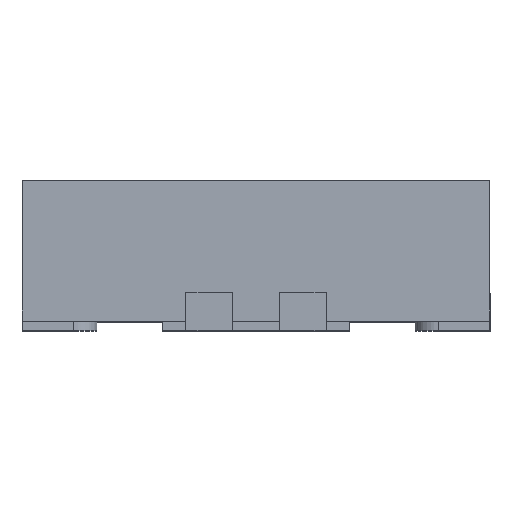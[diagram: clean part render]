
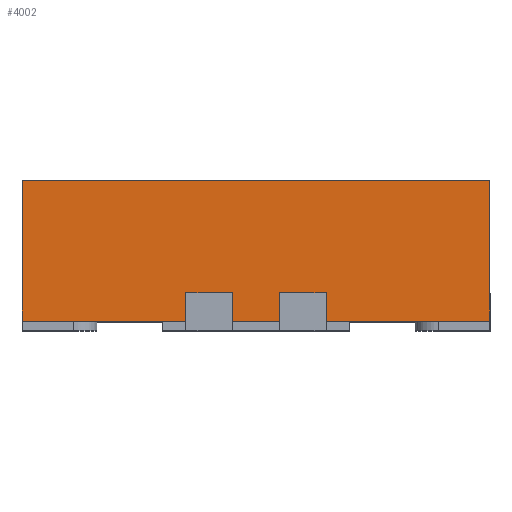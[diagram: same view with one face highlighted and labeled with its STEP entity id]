
A CAD part, top view. The second image highlights one B-rep face of the part: STEP entity #4002.
In plain terms, the highlighted planar face has unit normal (0, 0, 1).
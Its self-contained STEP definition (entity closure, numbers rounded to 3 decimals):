
#87 = ORIENTED_EDGE ( 'NONE', *, *, #2075, .F. ) ;
#89 = CARTESIAN_POINT ( 'NONE',  ( 0.375, 0.2, 1.5 ) ) ;
#100 = CARTESIAN_POINT ( 'NONE',  ( -1.25, 0.8, 1.5 ) ) ;
#165 = DIRECTION ( 'NONE',  ( 0., -1., 0. ) ) ;
#216 = CARTESIAN_POINT ( 'NONE',  ( 0.375, 0.05, 1.5 ) ) ;
#217 = EDGE_CURVE ( 'NONE', #1364, #4679, #4492, .T. ) ;
#252 = VECTOR ( 'NONE', #455, 1000. ) ;
#261 = VERTEX_POINT ( 'NONE', #4914 ) ;
#274 = LINE ( 'NONE', #1824, #2337 ) ;
#346 = EDGE_CURVE ( 'NONE', #4733, #397, #1046, .T. ) ;
#395 = VERTEX_POINT ( 'NONE', #4494 ) ;
#397 = VERTEX_POINT ( 'NONE', #89 ) ;
#415 = DIRECTION ( 'NONE',  ( 1., 0., 0. ) ) ;
#423 = DIRECTION ( 'NONE',  ( 1., 0., 0. ) ) ;
#455 = DIRECTION ( 'NONE',  ( 0., -1., 0. ) ) ;
#472 = DIRECTION ( 'NONE',  ( 0., -1., 0. ) ) ;
#481 = VECTOR ( 'NONE', #2815, 1000. ) ;
#494 = CARTESIAN_POINT ( 'NONE',  ( -1.25, 5.505, 1.5 ) ) ;
#580 = CARTESIAN_POINT ( 'NONE',  ( 1.25, 0.05, 1.5 ) ) ;
#717 = AXIS2_PLACEMENT_3D ( 'NONE', #1753, #4645, #4184 ) ;
#747 = EDGE_CURVE ( 'NONE', #1364, #3738, #4419, .T. ) ;
#875 = ORIENTED_EDGE ( 'NONE', *, *, #217, .T. ) ;
#957 = DIRECTION ( 'NONE',  ( 1., 0., 0. ) ) ;
#1046 = LINE ( 'NONE', #3486, #4434 ) ;
#1071 = DIRECTION ( 'NONE',  ( 0., -1., 0. ) ) ;
#1095 = EDGE_CURVE ( 'NONE', #1676, #4995, #1597, .T. ) ;
#1102 = VERTEX_POINT ( 'NONE', #2430 ) ;
#1200 = CARTESIAN_POINT ( 'NONE',  ( 0.125, 0.2, 1.5 ) ) ;
#1203 = VERTEX_POINT ( 'NONE', #3272 ) ;
#1219 = EDGE_CURVE ( 'NONE', #4733, #261, #3570, .T. ) ;
#1360 = EDGE_CURVE ( 'NONE', #3738, #4995, #3644, .T. ) ;
#1364 = VERTEX_POINT ( 'NONE', #100 ) ;
#1371 = FACE_OUTER_BOUND ( 'NONE', #4104, .T. ) ;
#1499 = EDGE_CURVE ( 'NONE', #395, #1203, #274, .T. ) ;
#1597 = LINE ( 'NONE', #2855, #2547 ) ;
#1676 = VERTEX_POINT ( 'NONE', #216 ) ;
#1738 = CARTESIAN_POINT ( 'NONE',  ( 1.25, 0.8, 1.5 ) ) ;
#1753 = CARTESIAN_POINT ( 'NONE',  ( 1.25, 5.505, 1.5 ) ) ;
#1824 = CARTESIAN_POINT ( 'NONE',  ( -0.125, 0.2, 1.5 ) ) ;
#1829 = CARTESIAN_POINT ( 'NONE',  ( 0.375, 0.2, 1.5 ) ) ;
#1986 = CARTESIAN_POINT ( 'NONE',  ( -0.125, 0.2, 1.5 ) ) ;
#2075 = EDGE_CURVE ( 'NONE', #395, #4424, #4582, .T. ) ;
#2168 = PLANE ( 'NONE',  #717 ) ;
#2185 = VECTOR ( 'NONE', #3997, 1000. ) ;
#2234 = ORIENTED_EDGE ( 'NONE', *, *, #3485, .T. ) ;
#2256 = VECTOR ( 'NONE', #4913, 1000. ) ;
#2337 = VECTOR ( 'NONE', #3420, 1000. ) ;
#2430 = CARTESIAN_POINT ( 'NONE',  ( -0.125, 0.05, 1.5 ) ) ;
#2511 = ORIENTED_EDGE ( 'NONE', *, *, #3748, .T. ) ;
#2534 = LINE ( 'NONE', #580, #4699 ) ;
#2547 = VECTOR ( 'NONE', #3669, 1000. ) ;
#2567 = CARTESIAN_POINT ( 'NONE',  ( 1.25, 0.05, 1.5 ) ) ;
#2634 = VECTOR ( 'NONE', #472, 1000. ) ;
#2710 = CARTESIAN_POINT ( 'NONE',  ( -0.375, 0.05, 1.5 ) ) ;
#2718 = ORIENTED_EDGE ( 'NONE', *, *, #1360, .F. ) ;
#2760 = VECTOR ( 'NONE', #423, 1000. ) ;
#2815 = DIRECTION ( 'NONE',  ( 1., 0., 0. ) ) ;
#2844 = CARTESIAN_POINT ( 'NONE',  ( 1.25, 0.05, 1.5 ) ) ;
#2855 = CARTESIAN_POINT ( 'NONE',  ( 1.25, 0.05, 1.5 ) ) ;
#2984 = ORIENTED_EDGE ( 'NONE', *, *, #1095, .T. ) ;
#3116 = ORIENTED_EDGE ( 'NONE', *, *, #3468, .T. ) ;
#3184 = LINE ( 'NONE', #2844, #481 ) ;
#3251 = LINE ( 'NONE', #1986, #2185 ) ;
#3272 = CARTESIAN_POINT ( 'NONE',  ( -0.125, 0.2, 1.5 ) ) ;
#3386 = ORIENTED_EDGE ( 'NONE', *, *, #747, .F. ) ;
#3419 = EDGE_CURVE ( 'NONE', #397, #1676, #3894, .T. ) ;
#3420 = DIRECTION ( 'NONE',  ( 1., 0., 0. ) ) ;
#3468 = EDGE_CURVE ( 'NONE', #1102, #261, #3184, .T. ) ;
#3485 = EDGE_CURVE ( 'NONE', #1203, #1102, #3251, .T. ) ;
#3486 = CARTESIAN_POINT ( 'NONE',  ( 0.375, 0.2, 1.5 ) ) ;
#3570 = LINE ( 'NONE', #1200, #2634 ) ;
#3582 = ORIENTED_EDGE ( 'NONE', *, *, #1499, .T. ) ;
#3644 = LINE ( 'NONE', #4003, #252 ) ;
#3669 = DIRECTION ( 'NONE',  ( 1., 0., 0. ) ) ;
#3707 = ORIENTED_EDGE ( 'NONE', *, *, #1219, .F. ) ;
#3738 = VERTEX_POINT ( 'NONE', #4878 ) ;
#3748 = EDGE_CURVE ( 'NONE', #4679, #4424, #2534, .T. ) ;
#3824 = CARTESIAN_POINT ( 'NONE',  ( -0.375, 0.2, 1.5 ) ) ;
#3894 = LINE ( 'NONE', #1829, #4865 ) ;
#3997 = DIRECTION ( 'NONE',  ( 0., -1., 0. ) ) ;
#4002 = ADVANCED_FACE ( 'NONE', ( #1371 ), #2168, .F. ) ;
#4003 = CARTESIAN_POINT ( 'NONE',  ( 1.25, 5.505, 1.5 ) ) ;
#4012 = VECTOR ( 'NONE', #165, 1000. ) ;
#4104 = EDGE_LOOP ( 'NONE', ( #4165, #2984, #2718, #3386, #875, #2511, #87, #3582, #2234, #3116, #3707, #4265 ) ) ;
#4165 = ORIENTED_EDGE ( 'NONE', *, *, #3419, .T. ) ;
#4184 = DIRECTION ( 'NONE',  ( -1., 0., 0. ) ) ;
#4265 = ORIENTED_EDGE ( 'NONE', *, *, #346, .T. ) ;
#4419 = LINE ( 'NONE', #1738, #2760 ) ;
#4424 = VERTEX_POINT ( 'NONE', #2710 ) ;
#4434 = VECTOR ( 'NONE', #415, 1000. ) ;
#4492 = LINE ( 'NONE', #494, #4012 ) ;
#4494 = CARTESIAN_POINT ( 'NONE',  ( -0.375, 0.2, 1.5 ) ) ;
#4582 = LINE ( 'NONE', #3824, #2256 ) ;
#4645 = DIRECTION ( 'NONE',  ( 0., 0., -1. ) ) ;
#4679 = VERTEX_POINT ( 'NONE', #5112 ) ;
#4699 = VECTOR ( 'NONE', #957, 1000. ) ;
#4733 = VERTEX_POINT ( 'NONE', #4812 ) ;
#4812 = CARTESIAN_POINT ( 'NONE',  ( 0.125, 0.2, 1.5 ) ) ;
#4865 = VECTOR ( 'NONE', #1071, 1000. ) ;
#4878 = CARTESIAN_POINT ( 'NONE',  ( 1.25, 0.8, 1.5 ) ) ;
#4913 = DIRECTION ( 'NONE',  ( 0., -1., 0. ) ) ;
#4914 = CARTESIAN_POINT ( 'NONE',  ( 0.125, 0.05, 1.5 ) ) ;
#4995 = VERTEX_POINT ( 'NONE', #2567 ) ;
#5112 = CARTESIAN_POINT ( 'NONE',  ( -1.25, 0.05, 1.5 ) ) ;
